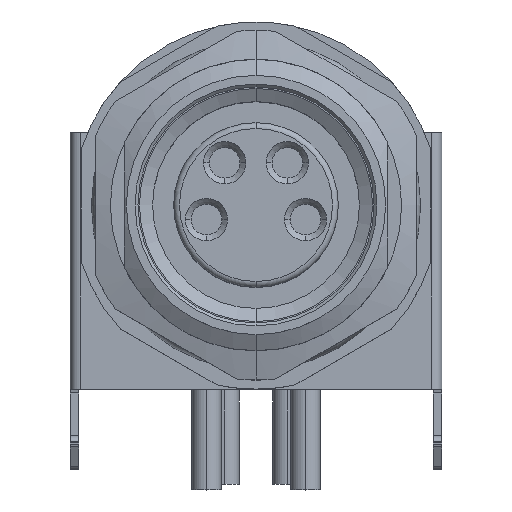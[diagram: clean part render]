
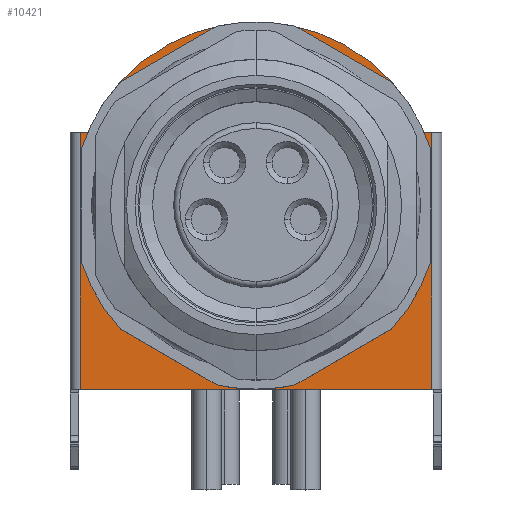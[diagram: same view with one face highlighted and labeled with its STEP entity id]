
A CAD part, top view. The second image highlights one B-rep face of the part: STEP entity #10421.
In plain terms, the highlighted planar face has unit normal (0, 0, 1).
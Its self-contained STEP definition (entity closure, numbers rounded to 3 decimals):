
#136 = DIRECTION ( 'NONE',  ( 0., 1., 0. ) ) ;
#453 = ORIENTED_EDGE ( 'NONE', *, *, #2421, .T. ) ;
#503 = CARTESIAN_POINT ( 'NONE',  ( -5.783, 2.5, -12. ) ) ;
#584 = ORIENTED_EDGE ( 'NONE', *, *, #6043, .F. ) ;
#808 = DIRECTION ( 'NONE',  ( 0., -1., 0. ) ) ;
#1279 = CARTESIAN_POINT ( 'NONE',  ( -6.388, 6.3, -12. ) ) ;
#1772 = ORIENTED_EDGE ( 'NONE', *, *, #2781, .T. ) ;
#2066 = CARTESIAN_POINT ( 'NONE',  ( -5.783, 2.5, -12. ) ) ;
#2122 = CARTESIAN_POINT ( 'NONE',  ( -6.027, 2.5, -12. ) ) ;
#2212 = ORIENTED_EDGE ( 'NONE', *, *, #11532, .T. ) ;
#2421 = EDGE_CURVE ( 'NONE', #5402, #9759, #5607, .T. ) ;
#2687 = CARTESIAN_POINT ( 'NONE',  ( -6.027, -6.3, -12. ) ) ;
#2781 = EDGE_CURVE ( 'NONE', #11842, #2968, #7139, .T. ) ;
#2968 = VERTEX_POINT ( 'NONE', #6430 ) ;
#3347 = AXIS2_PLACEMENT_3D ( 'NONE', #7575, #9563, #808 ) ;
#3691 = CARTESIAN_POINT ( 'NONE',  ( 6.027, -6.3, -12. ) ) ;
#3876 = CARTESIAN_POINT ( 'NONE',  ( 6.027, -6.3, -12. ) ) ;
#4297 = LINE ( 'NONE', #2122, #10077 ) ;
#4593 = EDGE_LOOP ( 'NONE', ( #584, #2212, #11483, #453, #5835, #1772 ) ) ;
#4777 = CIRCLE ( 'NONE', #3347, 6.3 ) ;
#5163 = FACE_OUTER_BOUND ( 'NONE', #4593, .T. ) ;
#5342 = PLANE ( 'NONE',  #8210 ) ;
#5402 = VERTEX_POINT ( 'NONE', #8534 ) ;
#5607 = LINE ( 'NONE', #2687, #6057 ) ;
#5835 = ORIENTED_EDGE ( 'NONE', *, *, #10347, .T. ) ;
#6043 = EDGE_CURVE ( 'NONE', #8500, #2968, #4777, .T. ) ;
#6057 = VECTOR ( 'NONE', #12441, 1000. ) ;
#6075 = DIRECTION ( 'NONE',  ( 0., -1., 0. ) ) ;
#6086 = DIRECTION ( 'NONE',  ( 0., -1., 0. ) ) ;
#6430 = CARTESIAN_POINT ( 'NONE',  ( 5.783, 2.5, -12. ) ) ;
#7139 = LINE ( 'NONE', #12053, #10143 ) ;
#7196 = VECTOR ( 'NONE', #136, 1000. ) ;
#7575 = CARTESIAN_POINT ( 'NONE',  ( 0., 0., -12. ) ) ;
#7865 = CARTESIAN_POINT ( 'NONE',  ( 6.027, 2.5, -12. ) ) ;
#8210 = AXIS2_PLACEMENT_3D ( 'NONE', #1279, #12065, #6086 ) ;
#8500 = VERTEX_POINT ( 'NONE', #503 ) ;
#8534 = CARTESIAN_POINT ( 'NONE',  ( -6.027, -6.3, -12. ) ) ;
#8769 = LINE ( 'NONE', #3876, #7196 ) ;
#8770 = DIRECTION ( 'NONE',  ( -1., 0., 0. ) ) ;
#8793 = VERTEX_POINT ( 'NONE', #9011 ) ;
#9011 = CARTESIAN_POINT ( 'NONE',  ( -6.027, 2.5, -12. ) ) ;
#9184 = DIRECTION ( 'NONE',  ( -1., 0., 0. ) ) ;
#9563 = DIRECTION ( 'NONE',  ( 0., 0., -1. ) ) ;
#9759 = VERTEX_POINT ( 'NONE', #3691 ) ;
#9919 = LINE ( 'NONE', #2066, #11486 ) ;
#10077 = VECTOR ( 'NONE', #6075, 1000. ) ;
#10143 = VECTOR ( 'NONE', #9184, 1000. ) ;
#10347 = EDGE_CURVE ( 'NONE', #9759, #11842, #8769, .T. ) ;
#10421 = ADVANCED_FACE ( 'NONE', ( #5163 ), #5342, .T. ) ;
#10828 = EDGE_CURVE ( 'NONE', #8793, #5402, #4297, .T. ) ;
#11483 = ORIENTED_EDGE ( 'NONE', *, *, #10828, .T. ) ;
#11486 = VECTOR ( 'NONE', #8770, 1000. ) ;
#11532 = EDGE_CURVE ( 'NONE', #8500, #8793, #9919, .T. ) ;
#11842 = VERTEX_POINT ( 'NONE', #7865 ) ;
#12053 = CARTESIAN_POINT ( 'NONE',  ( 6.027, 2.5, -12. ) ) ;
#12065 = DIRECTION ( 'NONE',  ( 0., 0., 1. ) ) ;
#12441 = DIRECTION ( 'NONE',  ( 1., 0., 0. ) ) ;
